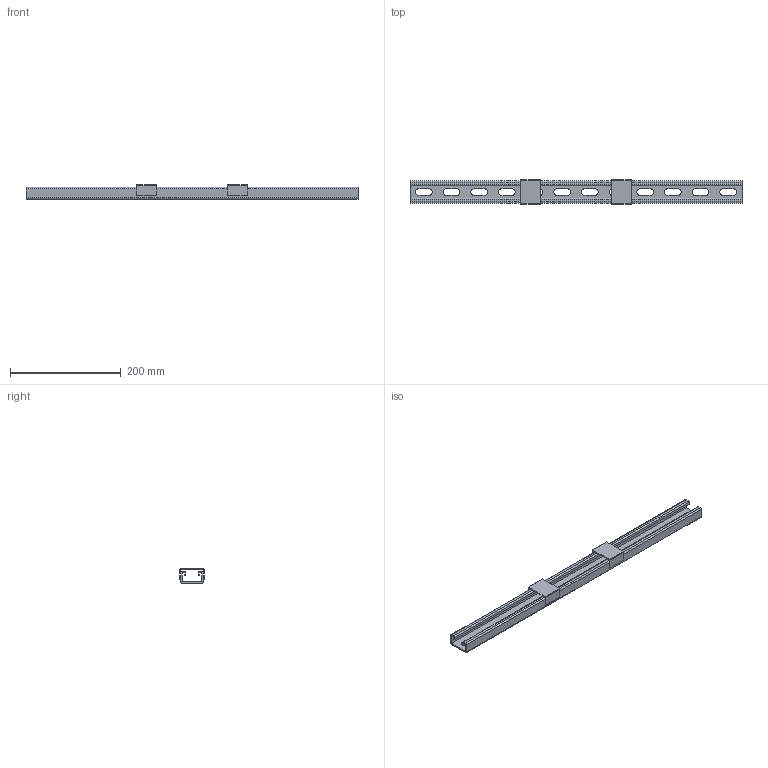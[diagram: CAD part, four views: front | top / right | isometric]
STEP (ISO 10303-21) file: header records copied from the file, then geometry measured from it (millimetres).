
FILE_DESCRIPTION (( 'STEP AP203' ), '1' );
FILE_NAME ('TI-00D-AKP-060 TITAN Êîìïëåêò êðåïëåíèÿ ê ñòîëáó 600 IEK.STEP', '2023-06-26T10:44:34', ( '' ), ( '' ), 'SwSTEP 2.0', 'SolidWorks 2022', '' );
FILE_SCHEMA (( 'CONFIG_CONTROL_DESIGN' ));
Length unit declared in the file: millimetre
Products named in the file (1): TI-00D-AKP-060 TITAN Комплект крепления к столбу 600 IEK
Bounding box: 600 x 44.8 x 25.4 mm (x, y, z)
Surface area: 126789 mm2 (no closed solid volume)
Topology: 0 solids, 3 shells, 136 faces, 310 edges, 180 vertices
Faces by surface type: plane 102, cylinder 34
Entity records: 3821 total; most frequent: DIRECTION 652, CARTESIAN_POINT 627, ORIENTED_EDGE 620, EDGE_CURVE 310, LINE 242, VECTOR 242, AXIS2_PLACEMENT_3D 205, VERTEX_POINT 180
